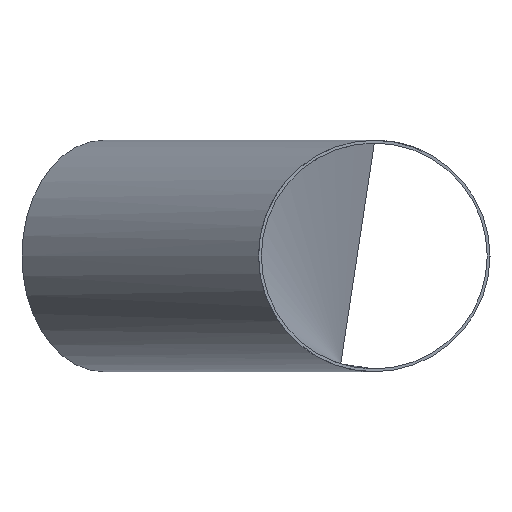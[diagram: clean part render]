
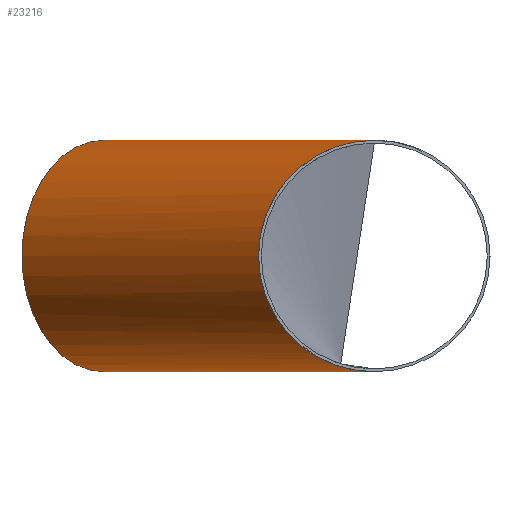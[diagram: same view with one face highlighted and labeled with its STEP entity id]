
A CAD part, left-side view. The second image highlights one B-rep face of the part: STEP entity #23216.
In plain terms, the highlighted cylindrical face has radius 84.15 mm (diameter 168.3 mm), a full revolution.
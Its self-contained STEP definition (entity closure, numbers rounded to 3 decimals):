
#167 = CARTESIAN_POINT ( 'NONE',  ( -84.156, 0., -84.15 ) ) ;
#741 = CARTESIAN_POINT ( 'NONE',  ( -84.156, 0., -84.15 ) ) ;
#1900 = CARTESIAN_POINT ( 'NONE',  ( 112.53, 196.686, 0. ) ) ;
#2077 = CIRCLE ( 'NONE', #12851, 84.15 ) ;
#2274 = CARTESIAN_POINT ( 'NONE',  ( 322.156, 168.3, -84.15 ) ) ;
#2574 = EDGE_LOOP ( 'NONE', ( #11057 ) ) ;
#2669 = DIRECTION ( 'NONE',  ( 0.707, 0.707, 0. ) ) ;
#4600 = CARTESIAN_POINT ( 'NONE',  ( -153.868, 168.3, -84.15 ) ) ;
#4782 = CARTESIAN_POINT ( 'NONE',  ( -84.156, 0., 84.15 ) ) ;
#6178 = EDGE_CURVE ( 'NONE', #17597, #25077, #8385, .T. ) ;
#7865 = CARTESIAN_POINT ( 'NONE',  ( -84.156, 0., -84.15 ) ) ;
#8349 = VERTEX_POINT ( 'NONE', #9174 ) ;
#8385 =( BOUNDED_CURVE ( )  B_SPLINE_CURVE ( 3, ( #4782, #22235, #4600, #741 ),
 .UNSPECIFIED., .F., .T. ) 
 B_SPLINE_CURVE_WITH_KNOTS ( ( 4, 4 ),
 ( 4.712, 7.854 ),
 .UNSPECIFIED. ) 
 CURVE ( )  GEOMETRIC_REPRESENTATION_ITEM ( )  RATIONAL_B_SPLINE_CURVE ( ( 1., 0.333, 0.333, 1. ) ) 
 REPRESENTATION_ITEM ( '' )  );
#9174 = CARTESIAN_POINT ( 'NONE',  ( 53.027, 256.189, 0. ) ) ;
#9727 = EDGE_CURVE ( 'NONE', #25077, #17597, #11262, .T. ) ;
#10923 = FACE_OUTER_BOUND ( 'NONE', #17541, .T. ) ;
#11057 = ORIENTED_EDGE ( 'NONE', *, *, #18571, .F. ) ;
#11262 =( BOUNDED_CURVE ( )  B_SPLINE_CURVE ( 3, ( #7865, #2274, #12020, #15829 ),
 .UNSPECIFIED., .F., .T. ) 
 B_SPLINE_CURVE_WITH_KNOTS ( ( 4, 4 ),
 ( 1.571, 4.712 ),
 .UNSPECIFIED. ) 
 CURVE ( )  GEOMETRIC_REPRESENTATION_ITEM ( )  RATIONAL_B_SPLINE_CURVE ( ( 1., 0.333, 0.333, 1. ) ) 
 REPRESENTATION_ITEM ( '' )  );
#11645 = DIRECTION ( 'NONE',  ( 0.707, 0.707, 0. ) ) ;
#12020 = CARTESIAN_POINT ( 'NONE',  ( 322.156, 168.3, 84.15 ) ) ;
#12851 = AXIS2_PLACEMENT_3D ( 'NONE', #1900, #11645, #15539 ) ;
#13272 = CARTESIAN_POINT ( 'NONE',  ( -84.156, 0., 84.15 ) ) ;
#15539 = DIRECTION ( 'NONE',  ( -0.707, 0.707, 0. ) ) ;
#15581 = AXIS2_PLACEMENT_3D ( 'NONE', #24239, #2669, #23062 ) ;
#15829 = CARTESIAN_POINT ( 'NONE',  ( -84.156, 0., 84.15 ) ) ;
#17541 = EDGE_LOOP ( 'NONE', ( #24209, #19867 ) ) ;
#17597 = VERTEX_POINT ( 'NONE', #13272 ) ;
#18571 = EDGE_CURVE ( 'NONE', #8349, #8349, #2077, .T. ) ;
#19867 = ORIENTED_EDGE ( 'NONE', *, *, #6178, .F. ) ;
#20177 = FACE_OUTER_BOUND ( 'NONE', #2574, .T. ) ;
#20819 = CYLINDRICAL_SURFACE ( 'NONE', #15581, 84.15 ) ;
#22235 = CARTESIAN_POINT ( 'NONE',  ( -153.868, 168.3, 84.15 ) ) ;
#23062 = DIRECTION ( 'NONE',  ( -0.707, 0.707, 0. ) ) ;
#23216 = ADVANCED_FACE ( 'NONE', ( #10923, #20177 ), #20819, .T. ) ;
#24209 = ORIENTED_EDGE ( 'NONE', *, *, #9727, .F. ) ;
#24239 = CARTESIAN_POINT ( 'NONE',  ( 112.53, 196.686, 0. ) ) ;
#25077 = VERTEX_POINT ( 'NONE', #167 ) ;
